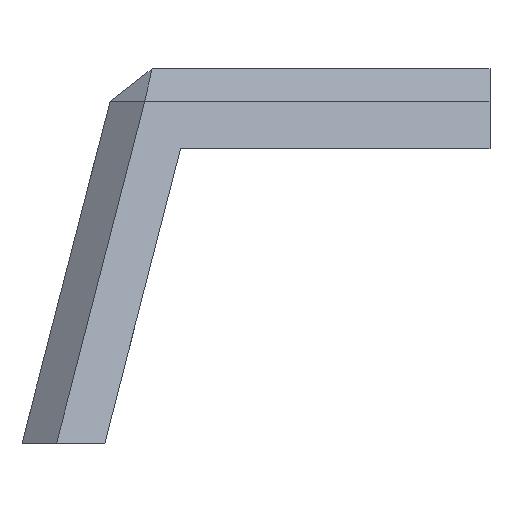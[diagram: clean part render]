
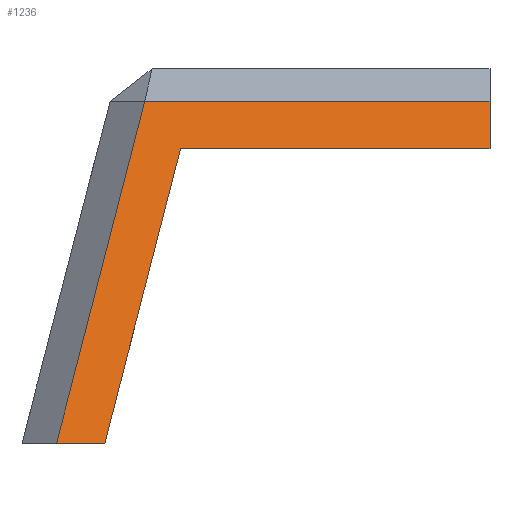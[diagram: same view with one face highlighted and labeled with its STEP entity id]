
A CAD part, top view. The second image highlights one B-rep face of the part: STEP entity #1236.
In plain terms, the highlighted planar face has unit normal (0, 0.249, 0.968).
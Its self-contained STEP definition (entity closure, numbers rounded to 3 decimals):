
#54=LINE('',#1773,#225);
#84=LINE('',#1834,#255);
#123=LINE('',#1910,#294);
#124=LINE('',#1911,#295);
#125=LINE('',#1913,#296);
#126=LINE('',#1914,#297);
#225=VECTOR('',#1437,10.);
#255=VECTOR('',#1469,1000.);
#294=VECTOR('',#1528,1000.);
#295=VECTOR('',#1529,1000.);
#296=VECTOR('',#1530,1000.);
#297=VECTOR('',#1531,1000.);
#383=FACE_OUTER_BOUND('',#451,.T.);
#451=EDGE_LOOP('',(#931,#932,#933,#934,#935,#936));
#538=VERTEX_POINT('',#1770);
#539=VERTEX_POINT('',#1772);
#568=VERTEX_POINT('',#1831);
#569=VERTEX_POINT('',#1833);
#596=VERTEX_POINT('',#1909);
#597=VERTEX_POINT('',#1912);
#660=EDGE_CURVE('',#539,#538,#54,.F.);
#690=EDGE_CURVE('',#568,#569,#84,.T.);
#729=EDGE_CURVE('',#596,#538,#123,.T.);
#730=EDGE_CURVE('',#569,#596,#124,.T.);
#731=EDGE_CURVE('',#568,#597,#125,.T.);
#732=EDGE_CURVE('',#597,#539,#126,.T.);
#931=ORIENTED_EDGE('',*,*,#729,.F.);
#932=ORIENTED_EDGE('',*,*,#730,.F.);
#933=ORIENTED_EDGE('',*,*,#690,.F.);
#934=ORIENTED_EDGE('',*,*,#731,.T.);
#935=ORIENTED_EDGE('',*,*,#732,.T.);
#936=ORIENTED_EDGE('',*,*,#660,.T.);
#1169=PLANE('',#1323);
#1236=ADVANCED_FACE('',(#383),#1169,.F.);
#1323=AXIS2_PLACEMENT_3D('',#1908,#1526,#1527);
#1437=DIRECTION('',(-1.,0.,0.));
#1469=DIRECTION('',(0.,-0.968,0.25));
#1526=DIRECTION('center_axis',(0.,-0.25,
-0.968));
#1527=DIRECTION('ref_axis',(0.,0.968,-0.25));
#1528=DIRECTION('',(-0.242,-0.94,0.242));
#1529=DIRECTION('',(-1.,0.,0.));
#1530=DIRECTION('',(-1.,0.,0.));
#1531=DIRECTION('',(-0.242,-0.94,0.242));
#1770=CARTESIAN_POINT('',(-193.82,611.348,-14.621));
#1772=CARTESIAN_POINT('',(-208.167,611.348,-14.621));
#1773=CARTESIAN_POINT('',(-192.043,611.348,-14.621));
#1831=CARTESIAN_POINT('',(-79.072,713.225,-40.874));
#1833=CARTESIAN_POINT('',(-79.072,699.035,-37.218));
#1834=CARTESIAN_POINT('',(-79.072,534.436,5.198));
#1908=CARTESIAN_POINT('Origin',(43.275,534.436,5.198));
#1909=CARTESIAN_POINT('',(-171.224,699.035,-37.218));
#1910=CARTESIAN_POINT('',(-170.226,702.909,-38.216));
#1911=CARTESIAN_POINT('',(-79.072,699.035,-37.218));
#1912=CARTESIAN_POINT('',(-181.914,713.225,-40.874));
#1913=CARTESIAN_POINT('',(43.275,713.225,-40.874));
#1914=CARTESIAN_POINT('',(-212.085,596.142,-10.703));
